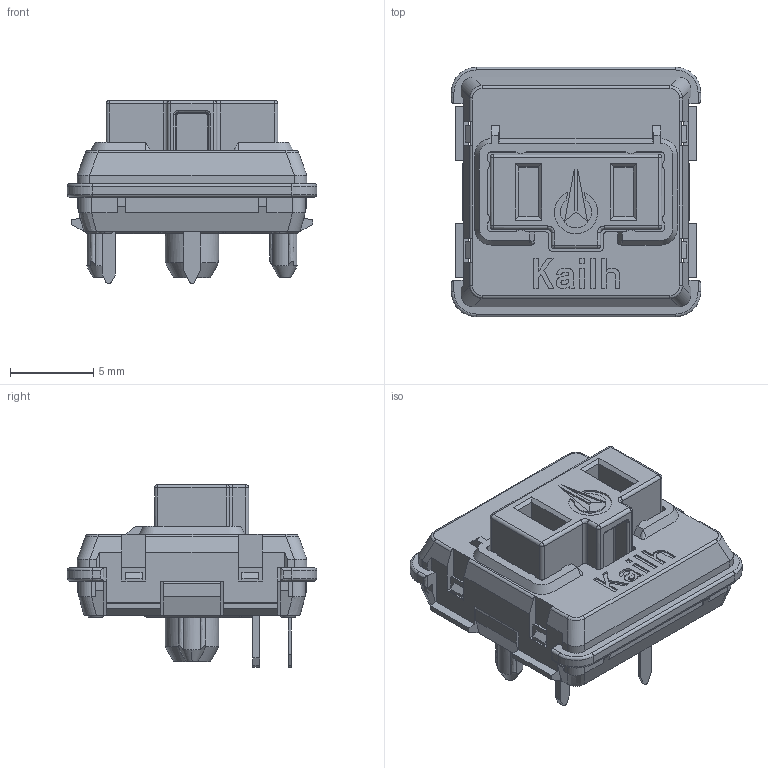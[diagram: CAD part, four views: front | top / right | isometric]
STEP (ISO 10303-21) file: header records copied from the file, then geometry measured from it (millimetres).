
FILE_DESCRIPTION(('FreeCAD Model'),'2;1');
FILE_NAME('Open CASCADE Shape Model','2022-04-09T11:23:51',('Author'),( ''),'Open CASCADE STEP processor 7.5','FreeCAD','Unknown');
FILE_SCHEMA(('AUTOMOTIVE_DESIGN { 1 0 10303 214 1 1 1 1 }'));
Length unit declared in the file: millimetre
Products named in the file (7): SW_Kailh_Choc_V1; Upper_Housing; Lower_Housing; Stem; Pins; Pin_2; Pin_1
Assembly tree (6 placements, depth 3):
  SW_Kailh_Choc_V1
    Upper_Housing
    Lower_Housing
    Stem
    Pins
      Pin_2
      Pin_1
Bounding box: 15 x 15 x 11 mm (x, y, z)
Volume: 942.5 mm3; surface area: 1552.2 mm2
Topology: 5 solids, 5 shells, 495 faces, 1330 edges, 849 vertices
Faces by surface type: plane 248, bspline 247
Entity records: 34592 total; most frequent: CARTESIAN_POINT 15066, B_SPLINE_CURVE_WITH_KNOTS 2766, ORIENTED_EDGE 2654, PCURVE 2654, DEFINITIONAL_REPRESENTATION 2654, DIRECTION 1338, EDGE_CURVE 1327, SURFACE_CURVE 1327
